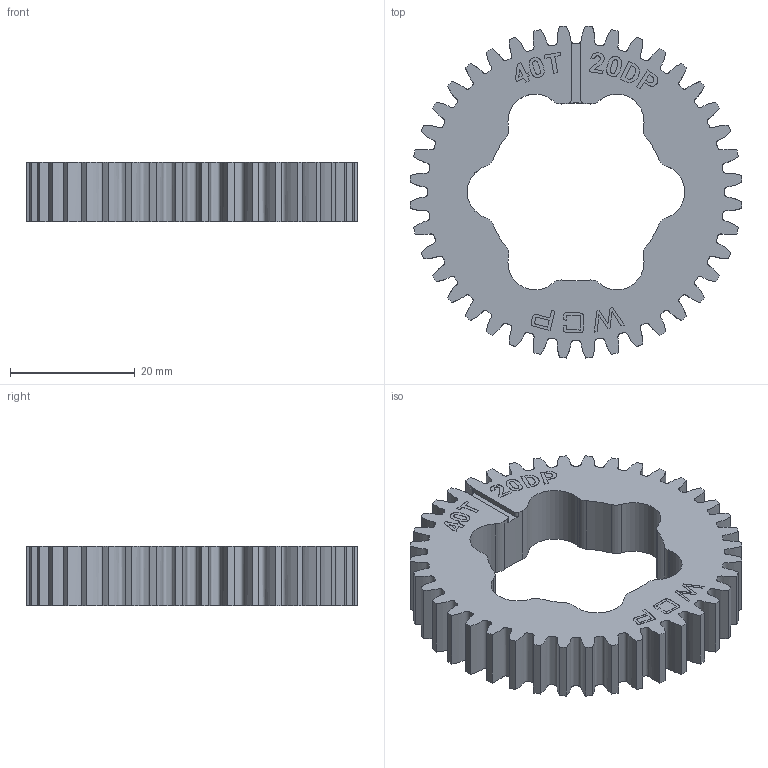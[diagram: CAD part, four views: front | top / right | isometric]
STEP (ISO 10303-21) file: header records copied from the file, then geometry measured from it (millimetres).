
FILE_DESCRIPTION (( 'STEP AP214' ), '1' );
FILE_NAME ('WCP-1085 Rev1.step', '2024-01-18T01:26:04', ( '' ), ( '' ), 'SwSTEP 2.0', 'SolidWorks 2022', '' );
FILE_SCHEMA (( 'AUTOMOTIVE_DESIGN' ));
Length unit declared in the file: inch
Products named in the file (1): WCP-1085 Rev1
Bounding box: 53.25 x 53.25 x 9.53 mm (x, y, z)
Volume: 12418.4 mm3; surface area: 6627.1 mm2
Topology: 1 solids, 1 shells, 259 faces, 726 edges, 484 vertices
Faces by surface type: plane 109, bspline 77, cylinder 73
Entity records: 24325 total; most frequent: CARTESIAN_POINT 17986, ORIENTED_EDGE 1452, DIRECTION 1084, EDGE_CURVE 726, VERTEX_POINT 484, VECTOR 422, LINE 422, AXIS2_PLACEMENT_3D 331
